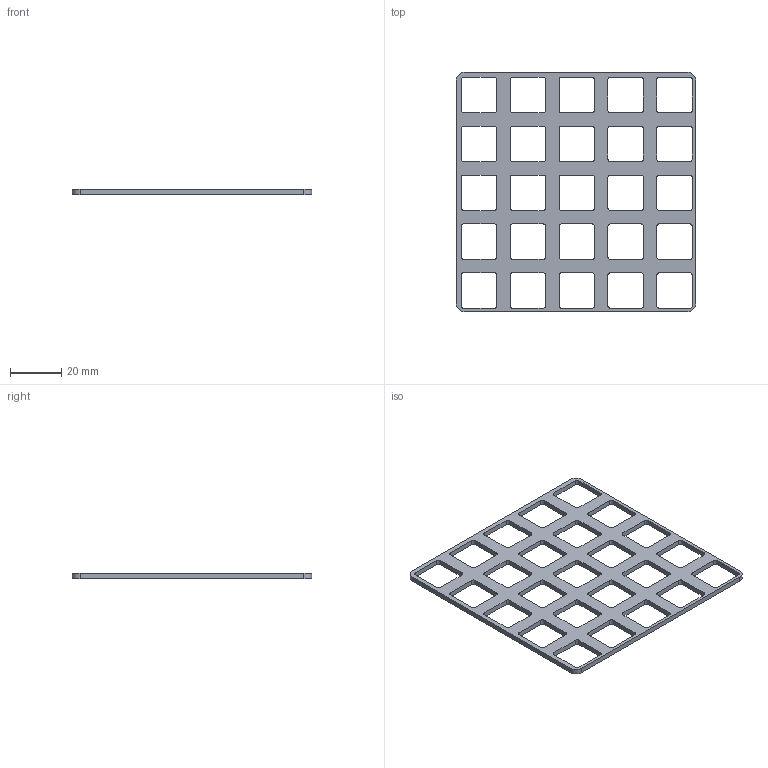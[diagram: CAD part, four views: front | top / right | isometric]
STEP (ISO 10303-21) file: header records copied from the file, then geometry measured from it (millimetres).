
FILE_DESCRIPTION (( 'STEP AP203' ), '1' );
FILE_NAME ('Top plate.STEP', '2026-02-08T03:17:57', ( '' ), ( '' ), 'SwSTEP 2.0', 'SolidWorks 2024', '' );
FILE_SCHEMA (( 'CONFIG_CONTROL_DESIGN' ));
Length unit declared in the file: millimetre
Products named in the file (1): Top plate
Bounding box: 93 x 93 x 2 mm (x, y, z)
Volume: 7803.5 mm3; surface area: 11211.3 mm2
Topology: 1 solids, 1 shells, 210 faces, 624 edges, 416 vertices
Faces by surface type: plane 106, cylinder 104
Entity records: 7273 total; most frequent: DIRECTION 1254, CARTESIAN_POINT 1251, ORIENTED_EDGE 1248, EDGE_CURVE 624, AXIS2_PLACEMENT_3D 419, VERTEX_POINT 416, LINE 416, VECTOR 416
